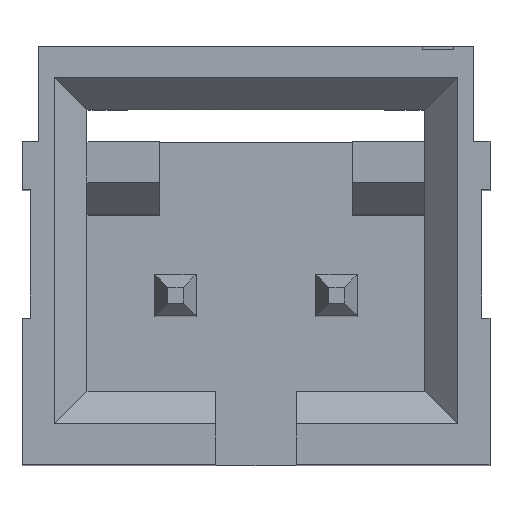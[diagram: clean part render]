
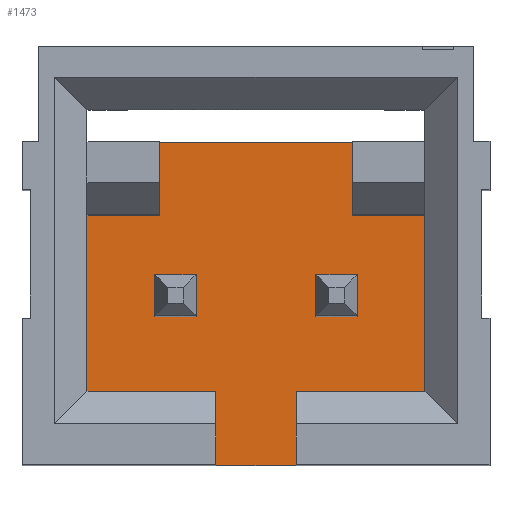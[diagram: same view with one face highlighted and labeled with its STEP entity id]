
A CAD part, top view. The second image highlights one B-rep face of the part: STEP entity #1473.
In plain terms, the highlighted planar face has unit normal (0, 0, 1).
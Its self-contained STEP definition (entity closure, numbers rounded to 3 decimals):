
#157=DIRECTION('',(0.,-1.,0.));
#158=VECTOR('',#157,1.155);
#159=CARTESIAN_POINT('',(-0.635,-1.395,-8.89));
#160=LINE('',#159,#158);
#161=DIRECTION('',(1.,0.,0.));
#162=VECTOR('',#161,2.03);
#163=CARTESIAN_POINT('',(-2.665,-1.395,-8.89));
#164=LINE('',#163,#162);
#165=DIRECTION('',(0.,-1.,0.));
#166=VECTOR('',#165,2.79);
#167=CARTESIAN_POINT('',(-2.665,1.395,-8.89));
#168=LINE('',#167,#166);
#169=DIRECTION('',(-1.,0.,0.));
#170=VECTOR('',#169,1.14);
#171=CARTESIAN_POINT('',(-1.525,1.395,-8.89));
#172=LINE('',#171,#170);
#173=DIRECTION('',(0.,-1.,0.));
#174=VECTOR('',#173,1.155);
#175=CARTESIAN_POINT('',(-1.525,2.55,-8.89));
#176=LINE('',#175,#174);
#177=DIRECTION('',(0.,1.,0.));
#178=VECTOR('',#177,1.155);
#179=CARTESIAN_POINT('',(1.525,1.395,-8.89));
#180=LINE('',#179,#178);
#181=DIRECTION('',(-1.,0.,0.));
#182=VECTOR('',#181,1.14);
#183=CARTESIAN_POINT('',(2.665,1.395,-8.89));
#184=LINE('',#183,#182);
#185=DIRECTION('',(0.,1.,0.));
#186=VECTOR('',#185,2.79);
#187=CARTESIAN_POINT('',(2.665,-1.395,-8.89));
#188=LINE('',#187,#186);
#189=DIRECTION('',(1.,0.,0.));
#190=VECTOR('',#189,2.03);
#191=CARTESIAN_POINT('',(0.635,-1.395,-8.89));
#192=LINE('',#191,#190);
#193=DIRECTION('',(0.,1.,0.));
#194=VECTOR('',#193,1.155);
#195=CARTESIAN_POINT('',(0.635,-2.55,-8.89));
#196=LINE('',#195,#194);
#197=DIRECTION('',(0.,-1.,0.));
#198=VECTOR('',#197,0.65);
#199=CARTESIAN_POINT('',(0.945,0.45,-8.89));
#200=LINE('',#199,#198);
#201=DIRECTION('',(1.,0.,0.));
#202=VECTOR('',#201,0.65);
#203=CARTESIAN_POINT('',(0.945,-0.2,-8.89));
#204=LINE('',#203,#202);
#205=DIRECTION('',(0.,-1.,0.));
#206=VECTOR('',#205,0.65);
#207=CARTESIAN_POINT('',(1.595,0.45,-8.89));
#208=LINE('',#207,#206);
#209=DIRECTION('',(1.,0.,0.));
#210=VECTOR('',#209,0.65);
#211=CARTESIAN_POINT('',(0.945,0.45,-8.89));
#212=LINE('',#211,#210);
#213=DIRECTION('',(0.,1.,0.));
#214=VECTOR('',#213,0.65);
#215=CARTESIAN_POINT('',(-1.595,-0.2,-8.89));
#216=LINE('',#215,#214);
#217=DIRECTION('',(1.,0.,0.));
#218=VECTOR('',#217,0.65);
#219=CARTESIAN_POINT('',(-1.595,-0.2,-8.89));
#220=LINE('',#219,#218);
#221=DIRECTION('',(0.,1.,0.));
#222=VECTOR('',#221,0.65);
#223=CARTESIAN_POINT('',(-0.945,-0.2,-8.89));
#224=LINE('',#223,#222);
#225=DIRECTION('',(1.,0.,0.));
#226=VECTOR('',#225,0.65);
#227=CARTESIAN_POINT('',(-1.595,0.45,-8.89));
#228=LINE('',#227,#226);
#249=DIRECTION('',(1.,0.,0.));
#250=VECTOR('',#249,1.27);
#251=CARTESIAN_POINT('',(-0.635,-2.55,-8.89));
#252=LINE('',#251,#250);
#425=DIRECTION('',(1.,0.,0.));
#426=VECTOR('',#425,3.05);
#427=CARTESIAN_POINT('',(-1.525,2.55,-8.89));
#428=LINE('',#427,#426);
#1017=CARTESIAN_POINT('',(-2.665,1.395,-8.89));
#1018=CARTESIAN_POINT('',(-2.665,-1.395,-8.89));
#1019=VERTEX_POINT('',#1017);
#1020=VERTEX_POINT('',#1018);
#1021=CARTESIAN_POINT('',(-0.635,-1.395,-8.89));
#1022=VERTEX_POINT('',#1021);
#1023=CARTESIAN_POINT('',(0.635,-1.395,-8.89));
#1024=CARTESIAN_POINT('',(2.665,-1.395,-8.89));
#1025=VERTEX_POINT('',#1023);
#1026=VERTEX_POINT('',#1024);
#1027=CARTESIAN_POINT('',(2.665,1.395,-8.89));
#1028=VERTEX_POINT('',#1027);
#1029=CARTESIAN_POINT('',(1.525,1.395,-8.89));
#1030=VERTEX_POINT('',#1029);
#1031=CARTESIAN_POINT('',(-1.525,1.395,-8.89));
#1032=VERTEX_POINT('',#1031);
#1033=CARTESIAN_POINT('',(-0.635,-2.55,-8.89));
#1034=CARTESIAN_POINT('',(0.635,-2.55,-8.89));
#1035=VERTEX_POINT('',#1033);
#1036=VERTEX_POINT('',#1034);
#1041=CARTESIAN_POINT('',(-1.525,2.55,-8.89));
#1042=CARTESIAN_POINT('',(1.525,2.55,-8.89));
#1043=VERTEX_POINT('',#1041);
#1044=VERTEX_POINT('',#1042);
#1149=CARTESIAN_POINT('',(0.945,0.45,-8.89));
#1150=CARTESIAN_POINT('',(0.945,-0.2,-8.89));
#1151=VERTEX_POINT('',#1149);
#1152=VERTEX_POINT('',#1150);
#1153=CARTESIAN_POINT('',(1.595,0.45,-8.89));
#1154=CARTESIAN_POINT('',(1.595,-0.2,-8.89));
#1155=VERTEX_POINT('',#1153);
#1156=VERTEX_POINT('',#1154);
#1165=CARTESIAN_POINT('',(-1.595,-0.2,-8.89));
#1166=CARTESIAN_POINT('',(-1.595,0.45,-8.89));
#1167=VERTEX_POINT('',#1165);
#1168=VERTEX_POINT('',#1166);
#1169=CARTESIAN_POINT('',(-0.945,-0.2,-8.89));
#1170=CARTESIAN_POINT('',(-0.945,0.45,-8.89));
#1171=VERTEX_POINT('',#1169);
#1172=VERTEX_POINT('',#1170);
#1425=CARTESIAN_POINT('',(0.,0.,-8.89));
#1426=DIRECTION('',(0.,0.,1.));
#1427=DIRECTION('',(1.,0.,0.));
#1428=AXIS2_PLACEMENT_3D('',#1425,#1426,#1427);
#1429=PLANE('',#1428);
#1431=ORIENTED_EDGE('',*,*,#1430,.F.);
#1433=ORIENTED_EDGE('',*,*,#1432,.F.);
#1435=ORIENTED_EDGE('',*,*,#1434,.F.);
#1437=ORIENTED_EDGE('',*,*,#1436,.F.);
#1439=ORIENTED_EDGE('',*,*,#1438,.F.);
#1441=ORIENTED_EDGE('',*,*,#1440,.F.);
#1443=ORIENTED_EDGE('',*,*,#1442,.T.);
#1444=ORIENTED_EDGE('',*,*,#1416,.F.);
#1445=ORIENTED_EDGE('',*,*,#1388,.F.);
#1446=ORIENTED_EDGE('',*,*,#1375,.F.);
#1448=ORIENTED_EDGE('',*,*,#1447,.F.);
#1450=ORIENTED_EDGE('',*,*,#1449,.F.);
#1451=EDGE_LOOP('',(#1431,#1433,#1435,#1437,#1439,#1441,#1443,#1444,#1445,#1446,
#1448,#1450));
#1452=FACE_OUTER_BOUND('',#1451,.F.);
#1454=ORIENTED_EDGE('',*,*,#1453,.T.);
#1456=ORIENTED_EDGE('',*,*,#1455,.T.);
#1458=ORIENTED_EDGE('',*,*,#1457,.F.);
#1460=ORIENTED_EDGE('',*,*,#1459,.F.);
#1461=EDGE_LOOP('',(#1454,#1456,#1458,#1460));
#1462=FACE_BOUND('',#1461,.F.);
#1464=ORIENTED_EDGE('',*,*,#1463,.F.);
#1466=ORIENTED_EDGE('',*,*,#1465,.T.);
#1468=ORIENTED_EDGE('',*,*,#1467,.T.);
#1470=ORIENTED_EDGE('',*,*,#1469,.F.);
#1471=EDGE_LOOP('',(#1464,#1466,#1468,#1470));
#1472=FACE_BOUND('',#1471,.F.);
#1473=ADVANCED_FACE('',(#1452,#1462,#1472),#1429,.T.);
#1375=EDGE_CURVE('',#1026,#1028,#188,.T.);
#1388=EDGE_CURVE('',#1028,#1030,#184,.T.);
#1416=EDGE_CURVE('',#1030,#1044,#180,.T.);
#1430=EDGE_CURVE('',#1035,#1036,#252,.T.);
#1432=EDGE_CURVE('',#1022,#1035,#160,.T.);
#1434=EDGE_CURVE('',#1020,#1022,#164,.T.);
#1436=EDGE_CURVE('',#1019,#1020,#168,.T.);
#1438=EDGE_CURVE('',#1032,#1019,#172,.T.);
#1440=EDGE_CURVE('',#1043,#1032,#176,.T.);
#1442=EDGE_CURVE('',#1043,#1044,#428,.T.);
#1447=EDGE_CURVE('',#1025,#1026,#192,.T.);
#1449=EDGE_CURVE('',#1036,#1025,#196,.T.);
#1453=EDGE_CURVE('',#1151,#1152,#200,.T.);
#1455=EDGE_CURVE('',#1152,#1156,#204,.T.);
#1457=EDGE_CURVE('',#1155,#1156,#208,.T.);
#1459=EDGE_CURVE('',#1151,#1155,#212,.T.);
#1463=EDGE_CURVE('',#1167,#1168,#216,.T.);
#1465=EDGE_CURVE('',#1167,#1171,#220,.T.);
#1467=EDGE_CURVE('',#1171,#1172,#224,.T.);
#1469=EDGE_CURVE('',#1168,#1172,#228,.T.);
